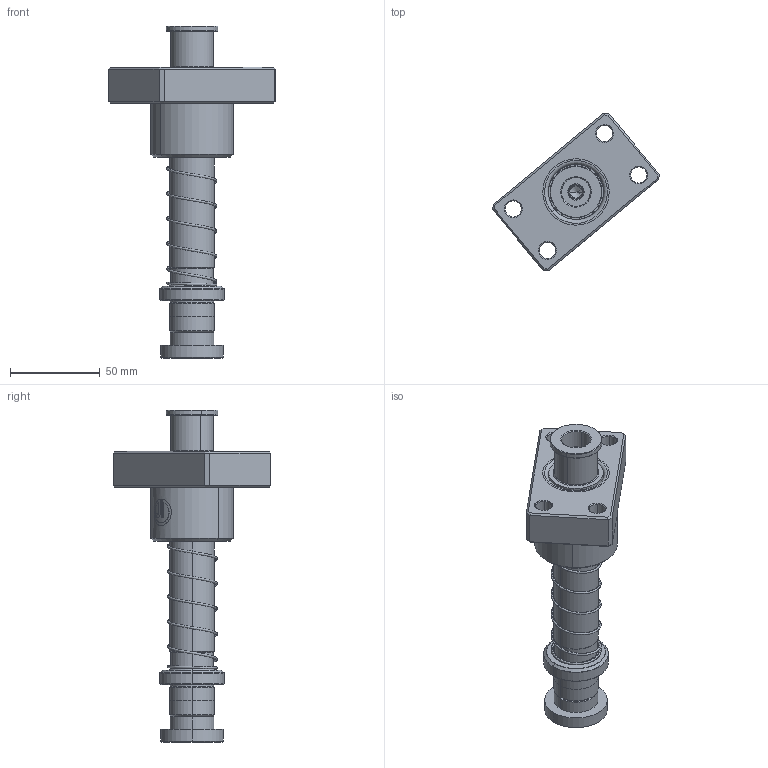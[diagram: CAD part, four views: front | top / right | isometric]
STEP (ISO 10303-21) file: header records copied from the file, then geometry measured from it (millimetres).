
FILE_DESCRIPTION (( 'STEP AP214' ), '1' );
FILE_NAME ('FRKS FRKJ-D25-L130(BL-50).STEP', '2021-09-14T00:25:49', ( '' ), ( '' ), 'SwSTEP 2.0', 'SolidWorks 2016', '' );
FILE_SCHEMA (( 'AUTOMOTIVE_DESIGN' ));
Length unit declared in the file: millimetre
Products named in the file (230): BALL-D3; BSH-D30.5-25.5-L50郪蚾; FRKS FRKJ-D25-L130(BL-50); GTK-D29-d24; SAB-25; BSH-30.5-25.5-L50; SAB-25-1; HWP-D27.5-d25.5-L70; TRPK-D25-L130; TRPK蹟簽D25
Assembly tree (222 placements, depth 3):
  BALL-D3
  BALL-D3
  BALL-D3
  BALL-D3
  BALL-D3
Bounding box: 92.78 x 87.95 x 185 mm (x, y, z)
Volume: 186568 mm3; surface area: 77692.9 mm2
Topology: 217 solids, 217 shells, 1046 faces, 4291 edges, 2836 vertices
Faces by surface type: sphere 840, cylinder 60, cone 58, plane 58, torus 16, bspline 14
Entity records: 44501 total; most frequent: CARTESIAN_POINT 24378, ORIENTED_EDGE 3524, DIRECTION 3160, EDGE_CURVE 1762, AXIS2_PLACEMENT_3D 1477, VERTEX_POINT 1144, EDGE_LOOP 1060, B_SPLINE_CURVE_WITH_KNOTS 925
